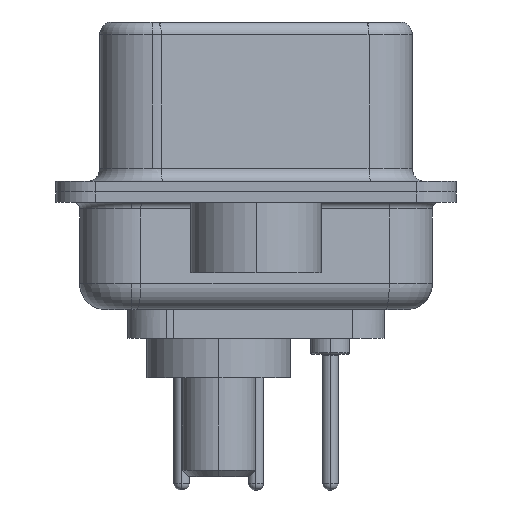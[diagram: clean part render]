
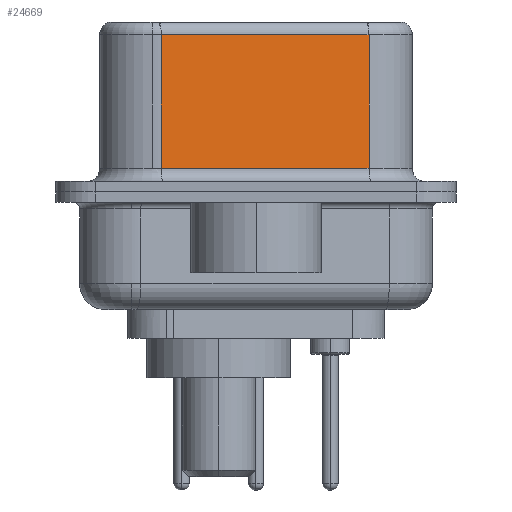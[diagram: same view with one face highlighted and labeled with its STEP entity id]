
A CAD part, left-side view. The second image highlights one B-rep face of the part: STEP entity #24669.
In plain terms, the highlighted planar face has unit normal (-0.985, -0.174, 0).
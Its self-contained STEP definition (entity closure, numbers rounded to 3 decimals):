
#2248 = CARTESIAN_POINT ( 'NONE',  ( 3.73, 3.628, 6.52 ) ) ;
#2649 = DIRECTION ( 'NONE',  ( 0., 0., -1. ) ) ;
#2770 = DIRECTION ( 'NONE',  ( 0.985, 0.174, 0. ) ) ;
#3366 = DIRECTION ( 'NONE',  ( -0.174, 0.985, 0. ) ) ;
#3449 = VECTOR ( 'NONE', #22594, 1000. ) ;
#3868 = VERTEX_POINT ( 'NONE', #13110 ) ;
#5535 = CARTESIAN_POINT ( 'NONE',  ( 3.73, 3.628, 6.02 ) ) ;
#5689 = FACE_OUTER_BOUND ( 'NONE', #19403, .T. ) ;
#6915 = LINE ( 'NONE', #22910, #23096 ) ;
#7544 = ORIENTED_EDGE ( 'NONE', *, *, #10451, .T. ) ;
#8694 = VERTEX_POINT ( 'NONE', #22938 ) ;
#8868 = LINE ( 'NONE', #2248, #3449 ) ;
#8945 = LINE ( 'NONE', #15599, #19128 ) ;
#10451 = EDGE_CURVE ( 'NONE', #21454, #3868, #8868, .T. ) ;
#10842 = PLANE ( 'NONE',  #13628 ) ;
#11039 = EDGE_CURVE ( 'NONE', #8694, #20509, #6915, .T. ) ;
#12918 = EDGE_CURVE ( 'NONE', #3868, #20509, #22996, .T. ) ;
#13110 = CARTESIAN_POINT ( 'NONE',  ( 3.73, 3.628, 0.9 ) ) ;
#13628 = AXIS2_PLACEMENT_3D ( 'NONE', #18991, #2770, #17060 ) ;
#15599 = CARTESIAN_POINT ( 'NONE',  ( 5.132, -4.322, 6.02 ) ) ;
#17060 = DIRECTION ( 'NONE',  ( -0.174, 0.985, 0. ) ) ;
#17667 = VECTOR ( 'NONE', #21478, 1000. ) ;
#18428 = ORIENTED_EDGE ( 'NONE', *, *, #12918, .T. ) ;
#18991 = CARTESIAN_POINT ( 'NONE',  ( 5.132, -4.322, 6.52 ) ) ;
#19128 = VECTOR ( 'NONE', #3366, 1000. ) ;
#19403 = EDGE_LOOP ( 'NONE', ( #23364, #21816, #7544, #18428 ) ) ;
#20509 = VERTEX_POINT ( 'NONE', #20910 ) ;
#20752 = EDGE_CURVE ( 'NONE', #8694, #21454, #8945, .T. ) ;
#20910 = CARTESIAN_POINT ( 'NONE',  ( 5.132, -4.322, 0.9 ) ) ;
#21454 = VERTEX_POINT ( 'NONE', #5535 ) ;
#21478 = DIRECTION ( 'NONE',  ( 0.174, -0.985, 0. ) ) ;
#21816 = ORIENTED_EDGE ( 'NONE', *, *, #20752, .T. ) ;
#22594 = DIRECTION ( 'NONE',  ( 0., 0., -1. ) ) ;
#22910 = CARTESIAN_POINT ( 'NONE',  ( 5.132, -4.322, 6.52 ) ) ;
#22938 = CARTESIAN_POINT ( 'NONE',  ( 5.132, -4.322, 6.02 ) ) ;
#22996 = LINE ( 'NONE', #23478, #17667 ) ;
#23096 = VECTOR ( 'NONE', #2649, 1000. ) ;
#23364 = ORIENTED_EDGE ( 'NONE', *, *, #11039, .F. ) ;
#23478 = CARTESIAN_POINT ( 'NONE',  ( 5.132, -4.322, 0.9 ) ) ;
#24669 = ADVANCED_FACE ( 'NONE', ( #5689 ), #10842, .F. ) ;
